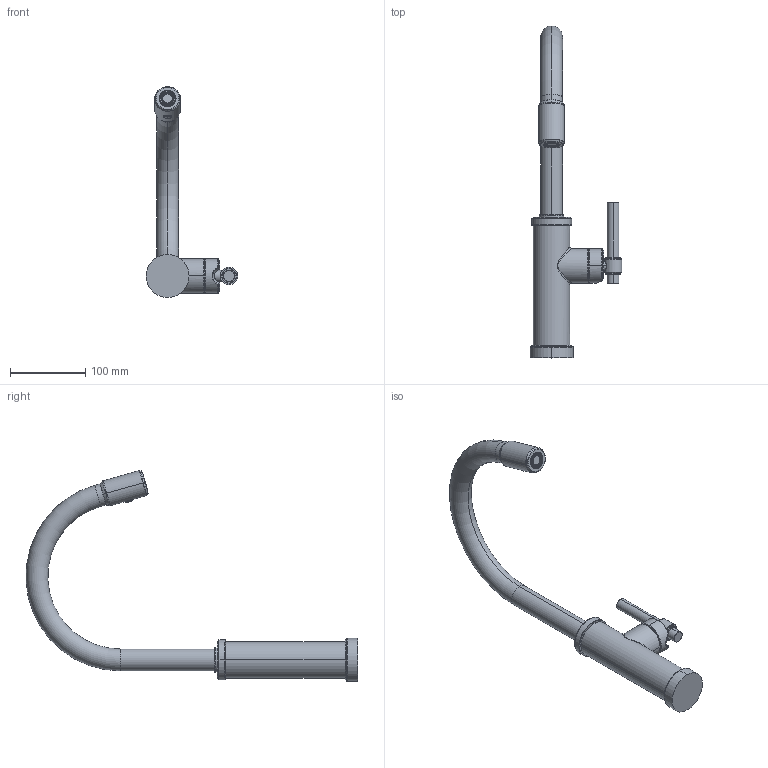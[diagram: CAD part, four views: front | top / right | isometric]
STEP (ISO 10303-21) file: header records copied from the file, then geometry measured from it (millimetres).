
FILE_DESCRIPTION((''),'2;1');
FILE_NAME('3180-5113','2021-04-08T15:30:03',('jinson.thomas'),(''),'CREO PARAMETRIC BY PTC INC, 2018400','CREO PARAMETRIC BY PTC INC, 2018400','');
FILE_SCHEMA(('CONFIG_CONTROL_DESIGN'));
Length unit declared in the file: inch
Products named in the file (1): 3180-5113
Bounding box: 121.69 x 439.67 x 279.48 mm (x, y, z)
Volume: 808311.7 mm3; surface area: 97131.6 mm2
Topology: 1 solids, 1 shells, 328 faces, 790 edges, 481 vertices
Faces by surface type: plane 126, cylinder 97, torus 59, cone 24, bspline 14, sphere 8
Entity records: 11157 total; most frequent: CARTESIAN_POINT 3640, DIRECTION 1598, ORIENTED_EDGE 1576, EDGE_CURVE 788, AXIS2_PLACEMENT_3D 696, VERTEX_POINT 481, CIRCLE 382, EDGE_LOOP 347
